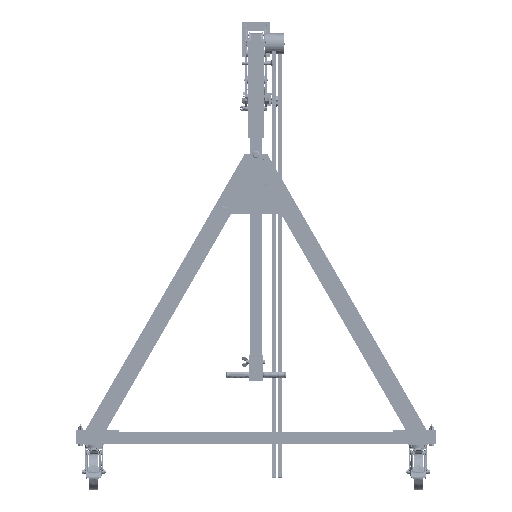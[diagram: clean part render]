
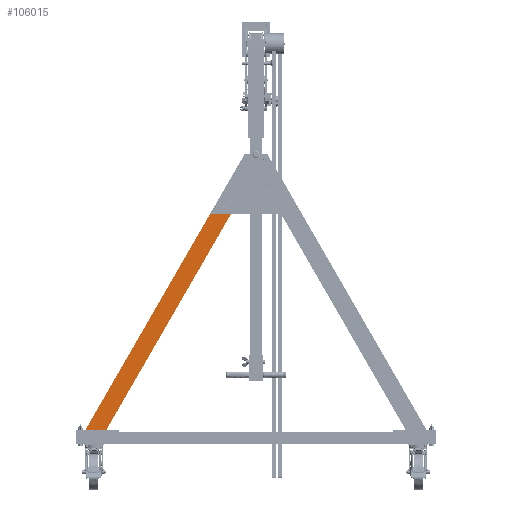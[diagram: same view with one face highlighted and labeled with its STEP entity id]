
A CAD part, left-side view. The second image highlights one B-rep face of the part: STEP entity #106015.
In plain terms, the highlighted planar face has unit normal (-1, 0, 0).
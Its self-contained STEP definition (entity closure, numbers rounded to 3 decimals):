
#8961=CIRCLE('',#113517,8.);
#11303=FACE_BOUND('',#21189,.T.);
#14928=FACE_OUTER_BOUND('',#21188,.T.);
#21188=EDGE_LOOP('',(#80476,#80477,#80478,#80479));
#21189=EDGE_LOOP('',(#80480));
#28108=LINE('',#203326,#35159);
#28109=LINE('',#203328,#35160);
#28110=LINE('',#203330,#35161);
#28111=LINE('',#203331,#35162);
#35159=VECTOR('',#132353,10.);
#35160=VECTOR('',#132354,10.);
#35161=VECTOR('',#132355,10.);
#35162=VECTOR('',#132356,10.);
#43382=VERTEX_POINT('',#201715);
#43775=VERTEX_POINT('',#203324);
#43776=VERTEX_POINT('',#203325);
#43777=VERTEX_POINT('',#203327);
#43778=VERTEX_POINT('',#203329);
#56105=EDGE_CURVE('',#43382,#43382,#8961,.T.);
#56723=EDGE_CURVE('',#43775,#43776,#28108,.T.);
#56724=EDGE_CURVE('',#43775,#43777,#28109,.T.);
#56725=EDGE_CURVE('',#43778,#43777,#28110,.T.);
#56726=EDGE_CURVE('',#43776,#43778,#28111,.T.);
#80476=ORIENTED_EDGE('',*,*,#56723,.F.);
#80477=ORIENTED_EDGE('',*,*,#56724,.T.);
#80478=ORIENTED_EDGE('',*,*,#56725,.F.);
#80479=ORIENTED_EDGE('',*,*,#56726,.F.);
#80480=ORIENTED_EDGE('',*,*,#56105,.T.);
#95570=PLANE('',#113960);
#106015=ADVANCED_FACE('',(#14928,#11303),#95570,.T.);
#113517=AXIS2_PLACEMENT_3D('',#201716,#131197,#131198);
#113960=AXIS2_PLACEMENT_3D('',#203323,#132351,#132352);
#131197=DIRECTION('center_axis',(1.,0.,0.));
#131198=DIRECTION('ref_axis',(0.,0.904,0.428));
#132351=DIRECTION('center_axis',(-1.,0.,0.));
#132352=DIRECTION('ref_axis',(0.,-0.866,
-0.5));
#132353=DIRECTION('',(0.,1.,0.));
#132354=DIRECTION('',(0.,-0.5,0.866));
#132355=DIRECTION('',(0.,0.,-1.));
#132356=DIRECTION('',(0.,-0.5,0.866));
#201715=CARTESIAN_POINT('',(-35.,172.239,-907.422));
#201716=CARTESIAN_POINT('Origin',(-35.,179.47,-904.));
#203323=CARTESIAN_POINT('Origin',(-35.,940.402,-2127.973));
#203324=CARTESIAN_POINT('',(-35.,827.53,-2126.473));
#203325=CARTESIAN_POINT('',(-35.,943.,-2126.473));
#203326=CARTESIAN_POINT('',(-35.,967.201,-2126.473));
#203327=CARTESIAN_POINT('',(-35.,64.,-804.));
#203328=CARTESIAN_POINT('',(-35.,856.397,-2176.473));
#203329=CARTESIAN_POINT('',(-35.,64.,-604.));
#203330=CARTESIAN_POINT('',(-35.,64.,-604.));
#203331=CARTESIAN_POINT('',(-35.,943.,-2126.473));
